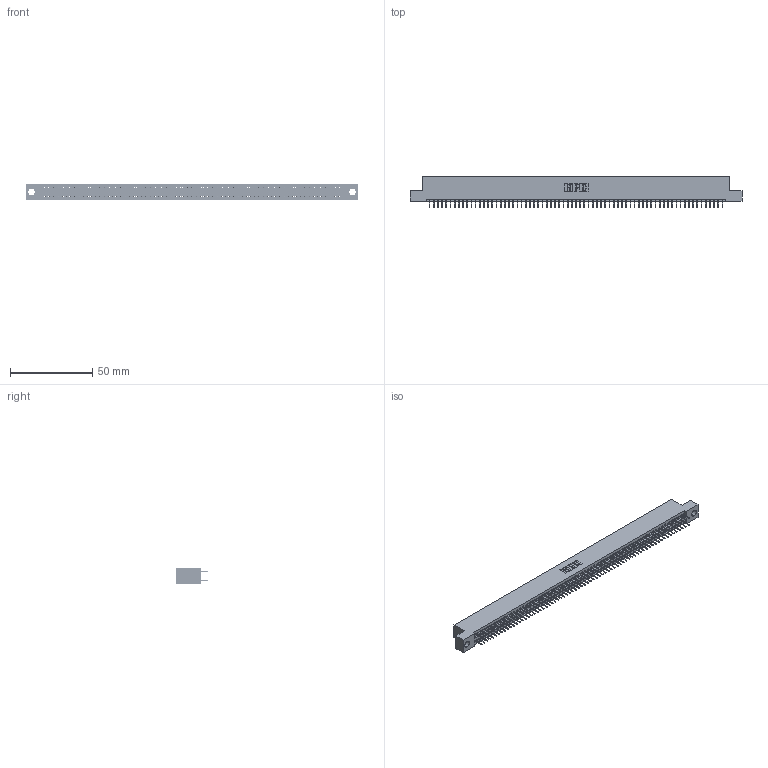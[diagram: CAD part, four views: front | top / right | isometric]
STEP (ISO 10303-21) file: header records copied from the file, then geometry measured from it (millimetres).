
FILE_DESCRIPTION (( 'STEP AP203' ), '1' );
FILE_NAME ('395-142-524-204.STEP', '2018-12-06T01:41:02', ( '' ), ( '' ), 'SwSTEP 2.0', 'SolidWorks 2016', '' );
FILE_SCHEMA (( 'CONFIG_CONTROL_DESIGN' ));
Length unit declared in the file: inch
Products named in the file (3): 345 Part_Flush Mounting Lugs - 0.156 Dia-TH; 395-142-524-204; 345-292-001_345-293-124
Assembly tree (143 placements, depth 2):
  395-142-524-204
    345 Part_Flush Mounting Lugs - 0.156 Dia-TH
    345-292-001_345-293-124  x142
Bounding box: 201.55 x 19.35 x 9.4 mm (x, y, z)
Volume: 19545.1 mm3; surface area: 28700.5 mm2
Topology: 143 solids, 143 shells, 7794 faces, 22067 edges, 14142 vertices
Faces by surface type: plane 5618, cylinder 2176
Entity records: 51881 total; most frequent: CARTESIAN_POINT 8668, ORIENTED_EDGE 8602, DIRECTION 7609, EDGE_CURVE 4301, LINE 3889, VECTOR 3889, VERTEX_POINT 2862, AXIS2_PLACEMENT_3D 1860
